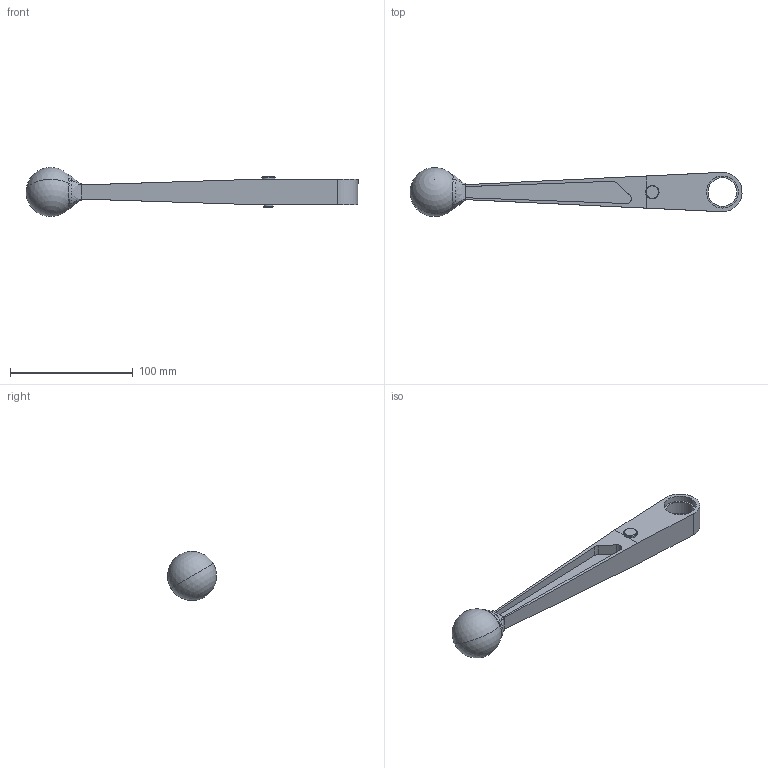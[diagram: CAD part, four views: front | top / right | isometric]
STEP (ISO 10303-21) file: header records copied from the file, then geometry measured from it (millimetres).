
FILE_DESCRIPTION (( 'STEP AP214' ), '1' );
FILE_NAME ('Tibia_Foot.STEP', '2025-01-31T12:26:08', ( '' ), ( '' ), 'SwSTEP 2.0', 'SolidWorks 2024', '' );
FILE_SCHEMA (( 'AUTOMOTIVE_DESIGN' ));
Length unit declared in the file: millimetre
Products named in the file (5): Tibia_Foot; clevis_pin; tibia; squash_ball_foot; foot_insert
Assembly tree (4 placements, depth 2):
  Tibia_Foot
    tibia
    clevis_pin
    foot_insert
    squash_ball_foot
Bounding box: 269.94 x 39.81 x 39.89 mm (x, y, z)
Volume: 63363.6 mm3; surface area: 41125.6 mm2
Topology: 4 solids, 4 shells, 130 faces, 355 edges, 222 vertices
Faces by surface type: cylinder 51, plane 35, bspline 20, torus 8, cone 8, sphere 8
Entity records: 5624 total; most frequent: CARTESIAN_POINT 2447, ORIENTED_EDGE 666, DIRECTION 611, EDGE_CURVE 333, AXIS2_PLACEMENT_3D 242, VERTEX_POINT 212, EDGE_LOOP 147, FACE_OUTER_BOUND 130
